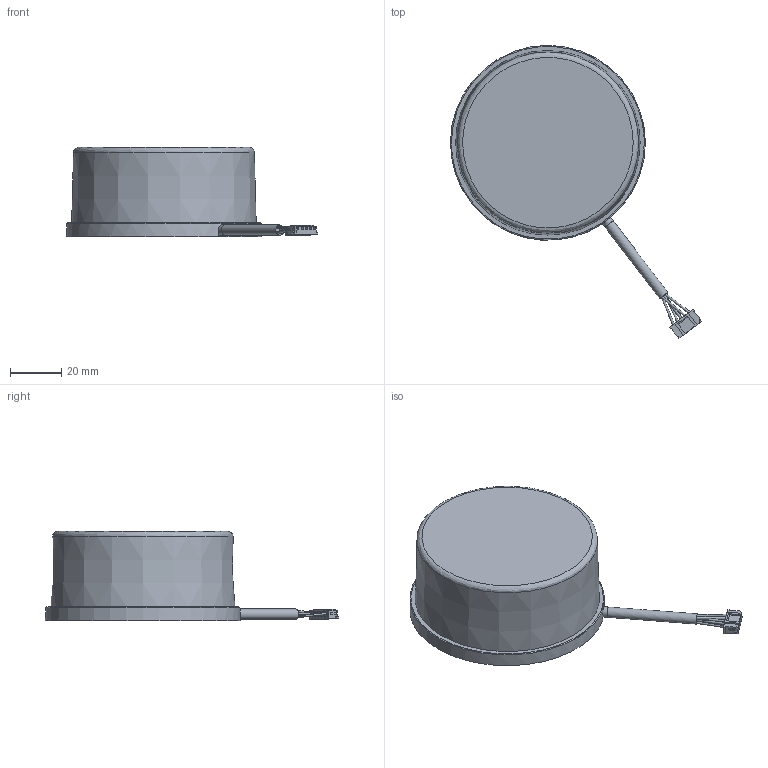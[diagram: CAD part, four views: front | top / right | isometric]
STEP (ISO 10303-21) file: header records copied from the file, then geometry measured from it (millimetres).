
FILE_DESCRIPTION (( 'STEP AP214' ), '1' );
FILE_NAME ('TG30俋夤芞-200102.STEP', '2020-01-06T06:11:08', ( '' ), ( '' ), 'SwSTEP 2.0', 'SolidWorks 2016', '' );
FILE_SCHEMA (( 'AUTOMOTIVE_DESIGN' ));
Length unit declared in the file: millimetre
Products named in the file (1): TG30俋夤芞-200102
Bounding box: 97.64 x 114.02 x 34.7 mm (x, y, z)
Volume: 42541.2 mm3; surface area: 49303.1 mm2
Topology: 15 solids, 15 shells, 830 faces, 2172 edges, 1402 vertices
Faces by surface type: plane 522, cylinder 221, cone 63, bspline 24
Full cylindrical faces by diameter (mm): 0.2 x5, 0.8 x5, 1.6 x6, 1.65 x3, 1.7 x4, 2 x3, 2.2 x4, 2.6 x3, 3.8 x10, 4 x6, 4.2 x3, 4.5 x1, 5 x6, 5.6 x1, 6 x1, 7 x4, 8 x3
Entity records: 40088 total; most frequent: CARTESIAN_POINT 10546, ORIENTED_EDGE 4128, DIRECTION 4114, EDGE_CURVE 2064, AXIS2_PLACEMENT_3D 1435, VERTEX_POINT 1384, VECTOR 1244, LINE 1244
